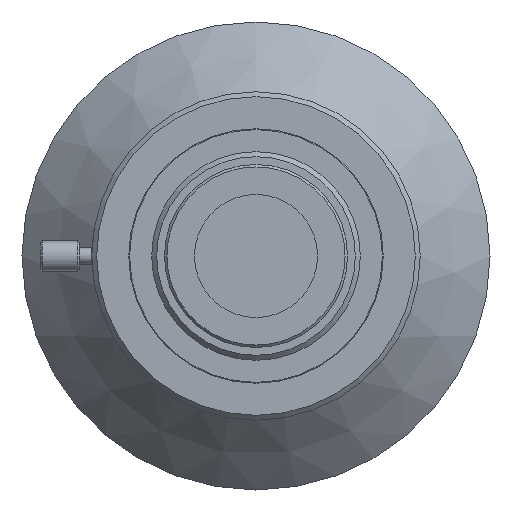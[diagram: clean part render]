
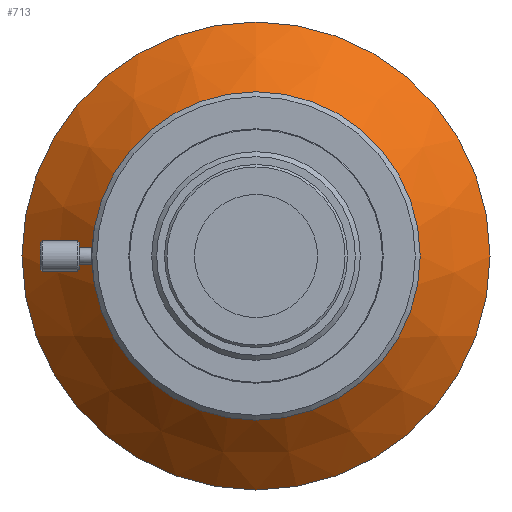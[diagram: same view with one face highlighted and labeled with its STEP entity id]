
A CAD part, left-side view. The second image highlights one B-rep face of the part: STEP entity #713.
In plain terms, the highlighted conical face has half-angle 45 degrees and reference radius 20 mm.
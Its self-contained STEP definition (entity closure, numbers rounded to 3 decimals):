
#9 = DIRECTION ( 'NONE',  ( 1., 0., 0. ) ) ;
#70 = VERTEX_POINT ( 'NONE', #787 ) ;
#113 = AXIS2_PLACEMENT_3D ( 'NONE', #216, #114, #923 ) ;
#114 = DIRECTION ( 'NONE',  ( -1., 0., 0. ) ) ;
#210 = CARTESIAN_POINT ( 'NONE',  ( 42., 0., 0. ) ) ;
#216 = CARTESIAN_POINT ( 'NONE',  ( 50.5, 0., 0. ) ) ;
#238 = CARTESIAN_POINT ( 'NONE',  ( 42., 0., 0. ) ) ;
#271 = CARTESIAN_POINT ( 'NONE',  ( 50.5, 0., 28.5 ) ) ;
#278 = VERTEX_POINT ( 'NONE', #271 ) ;
#293 = EDGE_CURVE ( 'NONE', #70, #70, #552, .T. ) ;
#317 = AXIS2_PLACEMENT_3D ( 'NONE', #210, #594, #788 ) ;
#478 = EDGE_CURVE ( 'NONE', #278, #278, #626, .T. ) ;
#494 = ORIENTED_EDGE ( 'NONE', *, *, #293, .F. ) ;
#552 = CIRCLE ( 'NONE', #317, 20. ) ;
#560 = FACE_BOUND ( 'NONE', #588, .T. ) ;
#588 = EDGE_LOOP ( 'NONE', ( #494 ) ) ;
#594 = DIRECTION ( 'NONE',  ( -1., 0., 0. ) ) ;
#626 = CIRCLE ( 'NONE', #113, 28.5 ) ;
#713 = ADVANCED_FACE ( 'NONE', ( #1081, #560 ), #1019, .T. ) ;
#787 = CARTESIAN_POINT ( 'NONE',  ( 42., 0., 20. ) ) ;
#788 = DIRECTION ( 'NONE',  ( 0., 0., 1. ) ) ;
#789 = AXIS2_PLACEMENT_3D ( 'NONE', #238, #9, #1102 ) ;
#923 = DIRECTION ( 'NONE',  ( 0., 0., 1. ) ) ;
#1019 = CONICAL_SURFACE ( 'NONE', #789, 20., 0.785 ) ;
#1081 = FACE_OUTER_BOUND ( 'NONE', #1175, .T. ) ;
#1102 = DIRECTION ( 'NONE',  ( 0., 0., -1. ) ) ;
#1175 = EDGE_LOOP ( 'NONE', ( #1249 ) ) ;
#1249 = ORIENTED_EDGE ( 'NONE', *, *, #478, .T. ) ;
